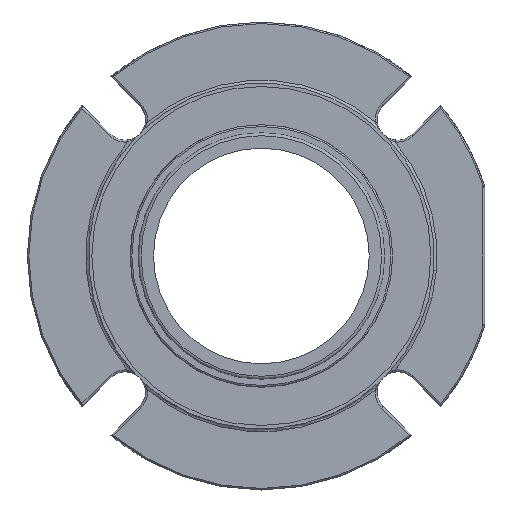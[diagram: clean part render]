
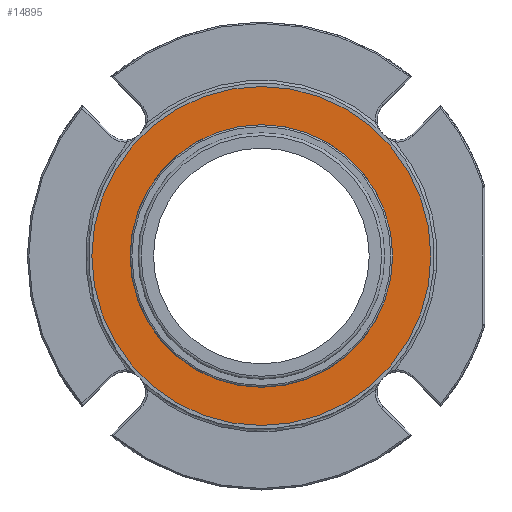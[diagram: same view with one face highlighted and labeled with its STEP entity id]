
A CAD part, left-side view. The second image highlights one B-rep face of the part: STEP entity #14895.
In plain terms, the highlighted planar face has unit normal (-1, 0, 0).
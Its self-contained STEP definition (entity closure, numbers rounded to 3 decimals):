
#1515=PLANE('',#15989);
#5080=ORIENTED_EDGE('',*,*,#6662,.F.);
#5081=ORIENTED_EDGE('',*,*,#6661,.F.);
#6661=EDGE_CURVE('',#7651,#7651,#8195,.F.);
#6662=EDGE_CURVE('',#7652,#7652,#8196,.T.);
#7651=VERTEX_POINT('',#26719);
#7652=VERTEX_POINT('',#26722);
#8195=CIRCLE('',#15988,67.628);
#8196=CIRCLE('',#15990,87.313);
#8914=EDGE_LOOP('',(#5080));
#8915=EDGE_LOOP('',(#5081));
#9649=FACE_BOUND('',#8914,.T.);
#9650=FACE_BOUND('',#8915,.T.);
#14895=ADVANCED_FACE('',(#9649,#9650),#1515,.F.);
#15988=AXIS2_PLACEMENT_3D('',#26718,#18676,#18677);
#15989=AXIS2_PLACEMENT_3D('',#26720,#18678,#18679);
#15990=AXIS2_PLACEMENT_3D('',#26721,#18680,#18681);
#18676=DIRECTION('',(1.,0.,0.));
#18677=DIRECTION('',(0.,1.,0.));
#18678=DIRECTION('',(1.,0.,0.));
#18679=DIRECTION('',(0.,0.,-1.));
#18680=DIRECTION('',(1.,0.,0.));
#18681=DIRECTION('',(0.,0.,-1.));
#26718=CARTESIAN_POINT('',(-0.488,0.005,-0.005));
#26719=CARTESIAN_POINT('',(-0.488,67.633,-0.005));
#26720=CARTESIAN_POINT('',(-0.488,0.005,-69.855));
#26721=CARTESIAN_POINT('',(-0.488,0.005,-0.005));
#26722=CARTESIAN_POINT('',(-0.488,0.005,-87.318));
